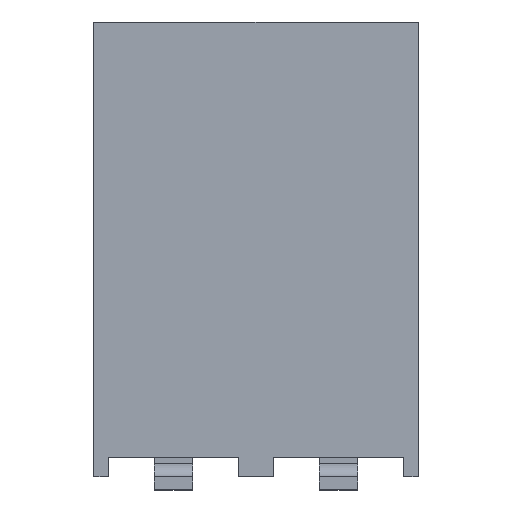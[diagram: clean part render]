
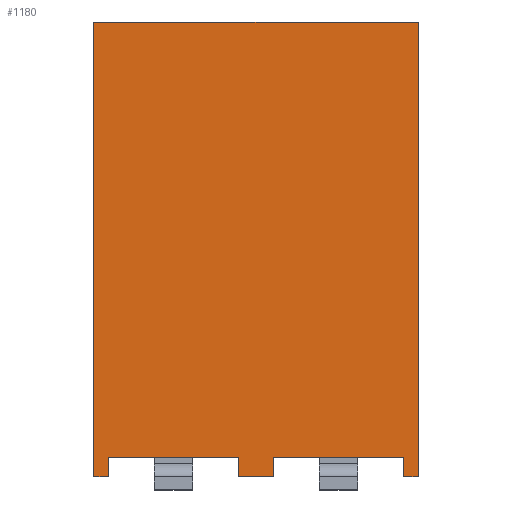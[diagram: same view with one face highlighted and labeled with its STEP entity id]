
A CAD part, top view. The second image highlights one B-rep face of the part: STEP entity #1180.
In plain terms, the highlighted planar face has unit normal (0, 0, 1).
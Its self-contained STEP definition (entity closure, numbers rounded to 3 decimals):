
#13=DIRECTION('',(-1.,0.,0.));
#14=VECTOR('',#13,5.);
#15=CARTESIAN_POINT('',(2.5,0.,1.27));
#16=LINE('3666',#15,#14);
#49=DIRECTION('',(0.,-1.,0.));
#50=VECTOR('',#49,7.);
#51=CARTESIAN_POINT('',(-2.5,0.,1.27));
#52=LINE('3696',#51,#50);
#93=DIRECTION('',(-1.,0.,0.));
#94=VECTOR('',#93,0.23);
#95=CARTESIAN_POINT('',(2.5,-7.,1.27));
#96=LINE('3698',#95,#94);
#97=DIRECTION('',(0.,1.,0.));
#98=VECTOR('',#97,0.3);
#99=CARTESIAN_POINT('',(2.27,-7.,1.27));
#100=LINE('3708',#99,#98);
#101=DIRECTION('',(0.,-1.,0.));
#102=VECTOR('',#101,0.3);
#103=CARTESIAN_POINT('',(0.27,-6.7,1.27));
#104=LINE('3707',#103,#102);
#105=DIRECTION('',(-1.,0.,0.));
#106=VECTOR('',#105,0.54);
#107=CARTESIAN_POINT('',(0.27,-7.,1.27));
#108=LINE('3691',#107,#106);
#109=DIRECTION('',(0.,1.,0.));
#110=VECTOR('',#109,0.3);
#111=CARTESIAN_POINT('',(-0.27,-7.,1.27));
#112=LINE('3703',#111,#110);
#113=DIRECTION('',(0.,-1.,0.));
#114=VECTOR('',#113,0.3);
#115=CARTESIAN_POINT('',(-2.27,-6.7,1.27));
#116=LINE('3702',#115,#114);
#117=DIRECTION('',(-1.,0.,0.));
#118=VECTOR('',#117,0.23);
#119=CARTESIAN_POINT('',(-2.27,-7.,1.27));
#120=LINE('3694',#119,#118);
#121=DIRECTION('',(0.,1.,0.));
#122=VECTOR('',#121,7.);
#123=CARTESIAN_POINT('',(2.5,-7.,1.27));
#124=LINE('3750',#123,#122);
#157=DIRECTION('',(-1.,0.,0.));
#158=VECTOR('',#157,2.);
#159=CARTESIAN_POINT('',(-0.27,-6.7,1.27));
#160=LINE('3688',#159,#158);
#169=DIRECTION('',(-1.,0.,0.));
#170=VECTOR('',#169,2.);
#171=CARTESIAN_POINT('',(2.27,-6.7,1.27));
#172=LINE('3690',#171,#170);
#817=CARTESIAN_POINT('',(-2.5,0.,1.27));
#819=VERTEX_POINT('',#817);
#823=CARTESIAN_POINT('',(2.5,0.,1.27));
#824=VERTEX_POINT('',#823);
#861=CARTESIAN_POINT('',(-0.27,-6.7,1.27));
#862=CARTESIAN_POINT('',(-2.27,-6.7,1.27));
#863=VERTEX_POINT('',#861);
#864=VERTEX_POINT('',#862);
#869=CARTESIAN_POINT('',(2.27,-6.7,1.27));
#870=CARTESIAN_POINT('',(0.27,-6.7,1.27));
#871=VERTEX_POINT('',#869);
#872=VERTEX_POINT('',#870);
#873=CARTESIAN_POINT('',(0.27,-7.,1.27));
#874=CARTESIAN_POINT('',(-0.27,-7.,1.27));
#875=VERTEX_POINT('',#873);
#876=VERTEX_POINT('',#874);
#881=CARTESIAN_POINT('',(-2.5,-7.,1.27));
#883=VERTEX_POINT('',#881);
#885=CARTESIAN_POINT('',(-2.27,-7.,1.27));
#886=VERTEX_POINT('',#885);
#889=CARTESIAN_POINT('',(2.5,-7.,1.27));
#891=VERTEX_POINT('',#889);
#893=CARTESIAN_POINT('',(2.27,-7.,1.27));
#894=VERTEX_POINT('',#893);
#1152=CARTESIAN_POINT('',(2.5,0.,1.27));
#1153=DIRECTION('',(0.,0.,1.));
#1154=DIRECTION('',(-1.,0.,0.));
#1155=AXIS2_PLACEMENT_3D('',#1152,#1153,#1154);
#1156=PLANE('3580',#1155);
#1158=ORIENTED_EDGE('3750',*,*,#1157,.F.);
#1160=ORIENTED_EDGE('3698',*,*,#1159,.T.);
#1162=ORIENTED_EDGE('3708',*,*,#1161,.T.);
#1164=ORIENTED_EDGE('3690',*,*,#1163,.T.);
#1166=ORIENTED_EDGE('3707',*,*,#1165,.T.);
#1168=ORIENTED_EDGE('3691',*,*,#1167,.T.);
#1170=ORIENTED_EDGE('3703',*,*,#1169,.T.);
#1172=ORIENTED_EDGE('3688',*,*,#1171,.T.);
#1174=ORIENTED_EDGE('3702',*,*,#1173,.T.);
#1175=ORIENTED_EDGE('3694',*,*,#1144,.T.);
#1176=ORIENTED_EDGE('3696',*,*,#1101,.F.);
#1177=ORIENTED_EDGE('3666',*,*,#1068,.F.);
#1178=EDGE_LOOP('3580',(#1158,#1160,#1162,#1164,#1166,#1168,#1170,#1172,#1174,
#1175,#1176,#1177));
#1179=FACE_OUTER_BOUND('3580',#1178,.F.);
#1180=ADVANCED_FACE('3580',(#1179),#1156,.T.);
#1068=EDGE_CURVE('3666',#824,#819,#16,.T.);
#1101=EDGE_CURVE('3696',#819,#883,#52,.T.);
#1144=EDGE_CURVE('3694',#886,#883,#120,.T.);
#1157=EDGE_CURVE('3750',#891,#824,#124,.T.);
#1159=EDGE_CURVE('3698',#891,#894,#96,.T.);
#1161=EDGE_CURVE('3708',#894,#871,#100,.T.);
#1163=EDGE_CURVE('3690',#871,#872,#172,.T.);
#1165=EDGE_CURVE('3707',#872,#875,#104,.T.);
#1167=EDGE_CURVE('3691',#875,#876,#108,.T.);
#1169=EDGE_CURVE('3703',#876,#863,#112,.T.);
#1171=EDGE_CURVE('3688',#863,#864,#160,.T.);
#1173=EDGE_CURVE('3702',#864,#886,#116,.T.);
